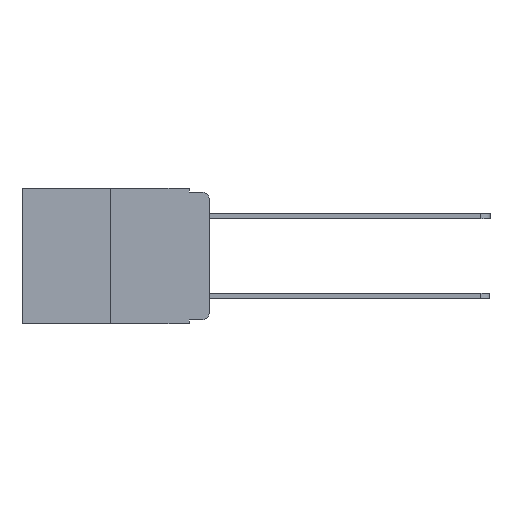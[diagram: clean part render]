
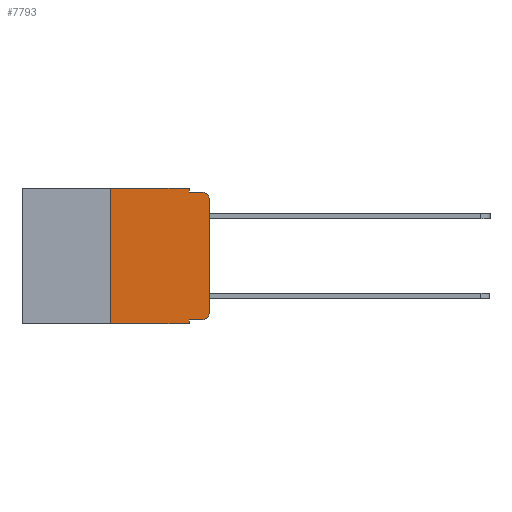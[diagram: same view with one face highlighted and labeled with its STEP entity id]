
A CAD part, left-side view. The second image highlights one B-rep face of the part: STEP entity #7793.
In plain terms, the highlighted planar face has unit normal (-1, 0, 0).
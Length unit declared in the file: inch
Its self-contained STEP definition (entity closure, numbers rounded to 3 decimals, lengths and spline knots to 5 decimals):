
#63 = VERTEX_POINT ( 'NONE', #7931 ) ;
#343 = PLANE ( 'NONE',  #8185 ) ;
#533 = AXIS2_PLACEMENT_3D ( 'NONE', #5635, #10280, #4707 ) ;
#611 = DIRECTION ( 'NONE',  ( 0., -1., 0. ) ) ;
#635 = DIRECTION ( 'NONE',  ( 0., 0., -1. ) ) ;
#709 = ORIENTED_EDGE ( 'NONE', *, *, #2012, .F. ) ;
#867 = CARTESIAN_POINT ( 'NONE',  ( 0., 0., 0. ) ) ;
#868 = ORIENTED_EDGE ( 'NONE', *, *, #2050, .T. ) ;
#906 = DIRECTION ( 'NONE',  ( -1., 0., 0. ) ) ;
#967 = LINE ( 'NONE', #7627, #10569 ) ;
#1043 = DIRECTION ( 'NONE',  ( 0., 0., -1. ) ) ;
#1060 = VECTOR ( 'NONE', #1043, 39.37008 ) ;
#1353 = VERTEX_POINT ( 'NONE', #11987 ) ;
#1376 = VECTOR ( 'NONE', #7904, 39.37008 ) ;
#1706 = LINE ( 'NONE', #2911, #1376 ) ;
#1974 = EDGE_CURVE ( 'NONE', #5543, #63, #11373, .T. ) ;
#1985 = CARTESIAN_POINT ( 'NONE',  ( 0., 0.051, 0. ) ) ;
#1997 = EDGE_CURVE ( 'NONE', #8691, #8757, #1706, .T. ) ;
#2012 = EDGE_CURVE ( 'NONE', #9327, #8691, #3747, .T. ) ;
#2030 = EDGE_CURVE ( 'NONE', #1353, #5520, #8569, .T. ) ;
#2047 = EDGE_CURVE ( 'NONE', #5185, #9954, #11139, .T. ) ;
#2050 = EDGE_CURVE ( 'NONE', #5185, #6324, #3435, .T. ) ;
#2064 = EDGE_CURVE ( 'NONE', #6324, #5543, #9108, .T. ) ;
#2249 = ORIENTED_EDGE ( 'NONE', *, *, #1997, .F. ) ;
#2580 = CARTESIAN_POINT ( 'NONE',  ( 0., 0., -0.313 ) ) ;
#2845 = ORIENTED_EDGE ( 'NONE', *, *, #1974, .T. ) ;
#2911 = CARTESIAN_POINT ( 'NONE',  ( 0., 0.051, -0.01 ) ) ;
#2929 = CARTESIAN_POINT ( 'NONE',  ( 0., 0.051, -0.343 ) ) ;
#2989 = DIRECTION ( 'NONE',  ( 0., 0., 1. ) ) ;
#3125 = VECTOR ( 'NONE', #5886, 39.37008 ) ;
#3362 = CARTESIAN_POINT ( 'NONE',  ( 0., 0.051, -0.333 ) ) ;
#3392 = LINE ( 'NONE', #11372, #5745 ) ;
#3414 = CARTESIAN_POINT ( 'NONE',  ( 0., 0.473, 0. ) ) ;
#3435 = LINE ( 'NONE', #3597, #3125 ) ;
#3597 = CARTESIAN_POINT ( 'NONE',  ( 0., 0.051, -0.333 ) ) ;
#3747 = LINE ( 'NONE', #4934, #1060 ) ;
#4050 = CARTESIAN_POINT ( 'NONE',  ( 0., 0.25, 0. ) ) ;
#4360 = ORIENTED_EDGE ( 'NONE', *, *, #4539, .F. ) ;
#4428 = DIRECTION ( 'NONE',  ( 0., 0., -1. ) ) ;
#4539 = EDGE_CURVE ( 'NONE', #5520, #9327, #3392, .T. ) ;
#4707 = DIRECTION ( 'NONE',  ( 0., 0., -1. ) ) ;
#4934 = CARTESIAN_POINT ( 'NONE',  ( 0., 0.051, 0. ) ) ;
#5185 = VERTEX_POINT ( 'NONE', #3362 ) ;
#5371 = FACE_OUTER_BOUND ( 'NONE', #9571, .T. ) ;
#5520 = VERTEX_POINT ( 'NONE', #10162 ) ;
#5543 = VERTEX_POINT ( 'NONE', #2580 ) ;
#5635 = CARTESIAN_POINT ( 'NONE',  ( 0., 0.02, -0.313 ) ) ;
#5745 = VECTOR ( 'NONE', #7083, 39.37008 ) ;
#5886 = DIRECTION ( 'NONE',  ( 0., -1., 0. ) ) ;
#5961 = CARTESIAN_POINT ( 'NONE',  ( 0., 0.051, 0. ) ) ;
#6061 = CARTESIAN_POINT ( 'NONE',  ( 0., 0.02, -0.333 ) ) ;
#6086 = ORIENTED_EDGE ( 'NONE', *, *, #2030, .F. ) ;
#6110 = VECTOR ( 'NONE', #10554, 39.37008 ) ;
#6156 = CARTESIAN_POINT ( 'NONE',  ( 0., 0.02, -0.01 ) ) ;
#6324 = VERTEX_POINT ( 'NONE', #6061 ) ;
#6963 = CARTESIAN_POINT ( 'NONE',  ( 0., 0.02, -0.03 ) ) ;
#7083 = DIRECTION ( 'NONE',  ( 0., -1., 0. ) ) ;
#7289 = CIRCLE ( 'NONE', #11225, 0.02 ) ;
#7365 = VECTOR ( 'NONE', #2989, 39.37008 ) ;
#7627 = CARTESIAN_POINT ( 'NONE',  ( 0., 0.473, -0.343 ) ) ;
#7793 = ADVANCED_FACE ( 'NONE', ( #5371 ), #343, .F. ) ;
#7879 = DIRECTION ( 'NONE',  ( 0., 0., -1. ) ) ;
#7904 = DIRECTION ( 'NONE',  ( 0., -1., 0. ) ) ;
#7931 = CARTESIAN_POINT ( 'NONE',  ( 0., 0., -0.03 ) ) ;
#8185 = AXIS2_PLACEMENT_3D ( 'NONE', #3414, #10050, #4428 ) ;
#8311 = VECTOR ( 'NONE', #635, 39.37008 ) ;
#8463 = EDGE_CURVE ( 'NONE', #1353, #9954, #967, .T. ) ;
#8569 = LINE ( 'NONE', #4050, #6110 ) ;
#8691 = VERTEX_POINT ( 'NONE', #12102 ) ;
#8757 = VERTEX_POINT ( 'NONE', #6156 ) ;
#9108 = CIRCLE ( 'NONE', #533, 0.02 ) ;
#9327 = VERTEX_POINT ( 'NONE', #5961 ) ;
#9427 = ORIENTED_EDGE ( 'NONE', *, *, #10777, .T. ) ;
#9571 = EDGE_LOOP ( 'NONE', ( #2845, #9427, #2249, #709, #4360, #6086, #11448, #11668, #868, #9814 ) ) ;
#9814 = ORIENTED_EDGE ( 'NONE', *, *, #2064, .T. ) ;
#9954 = VERTEX_POINT ( 'NONE', #2929 ) ;
#10050 = DIRECTION ( 'NONE',  ( 1., 0., 0. ) ) ;
#10162 = CARTESIAN_POINT ( 'NONE',  ( 0., 0.25, 0. ) ) ;
#10280 = DIRECTION ( 'NONE',  ( -1., 0., 0. ) ) ;
#10554 = DIRECTION ( 'NONE',  ( 0., 0., 1. ) ) ;
#10569 = VECTOR ( 'NONE', #611, 39.37008 ) ;
#10777 = EDGE_CURVE ( 'NONE', #63, #8757, #7289, .T. ) ;
#11139 = LINE ( 'NONE', #1985, #8311 ) ;
#11225 = AXIS2_PLACEMENT_3D ( 'NONE', #6963, #906, #7879 ) ;
#11372 = CARTESIAN_POINT ( 'NONE',  ( 0., 0.473, 0. ) ) ;
#11373 = LINE ( 'NONE', #867, #7365 ) ;
#11448 = ORIENTED_EDGE ( 'NONE', *, *, #8463, .T. ) ;
#11668 = ORIENTED_EDGE ( 'NONE', *, *, #2047, .F. ) ;
#11987 = CARTESIAN_POINT ( 'NONE',  ( 0., 0.25, -0.343 ) ) ;
#12102 = CARTESIAN_POINT ( 'NONE',  ( 0., 0.051, -0.01 ) ) ;
